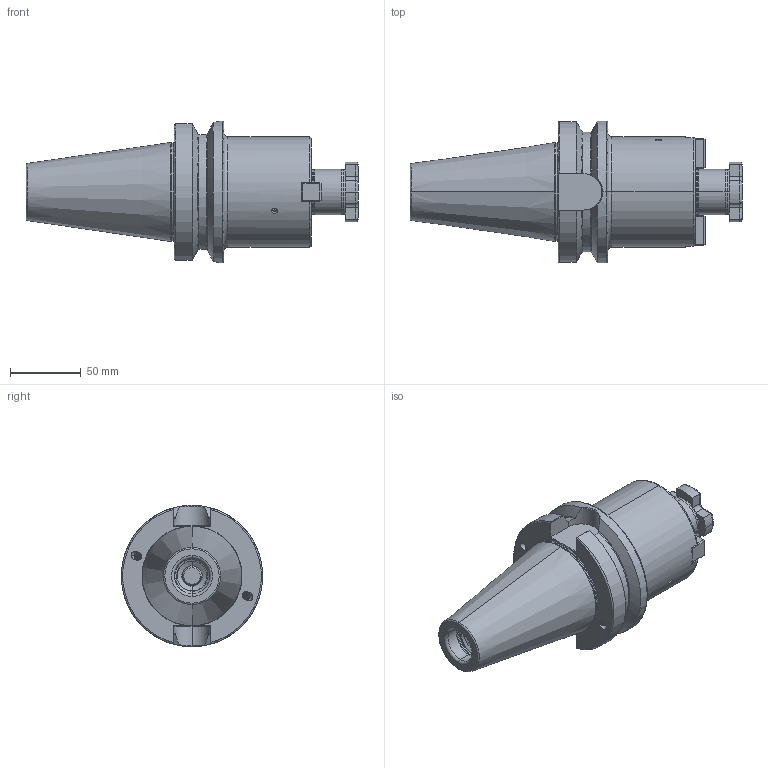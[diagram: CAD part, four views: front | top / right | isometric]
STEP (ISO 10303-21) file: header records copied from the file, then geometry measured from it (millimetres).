
FILE_DESCRIPTION (( 'STEP AP203' ), '1' );
FILE_NAME ('506.11.32.1.STEP', '2016-11-26T02:40:21', ( '' ), ( '' ), 'SwSTEP 2.0', 'SolidWorks 2012', '' );
FILE_SCHEMA (( 'CONFIG_CONTROL_DESIGN' ));
Length unit declared in the file: millimetre
Products named in the file (5): 102.11.32_M5xP0.8-14L; 506.11.32.1; 十字螺絲FMB32; 面銑刀墊塊32
Assembly tree (6 placements, depth 2):
  506.11.32.1
    506.11.32.1
    十字螺絲FMB32
    面銑刀墊塊32  x2
    102.11.32_M5xP0.8-14L  x2
Bounding box: 234.8 x 100 x 100 mm (x, y, z)
Volume: 749941.5 mm3; surface area: 92413.9 mm2
Topology: 6 solids, 6 shells, 578 faces, 1503 edges, 939 vertices
Faces by surface type: cylinder 283, plane 148, torus 56, cone 53, bspline 38
Entity records: 32487 total; most frequent: CARTESIAN_POINT 21393, ORIENTED_EDGE 2514, DIRECTION 1923, EDGE_CURVE 1257, VERTEX_POINT 794, AXIS2_PLACEMENT_3D 728, EDGE_LOOP 501, FACE_OUTER_BOUND 478
